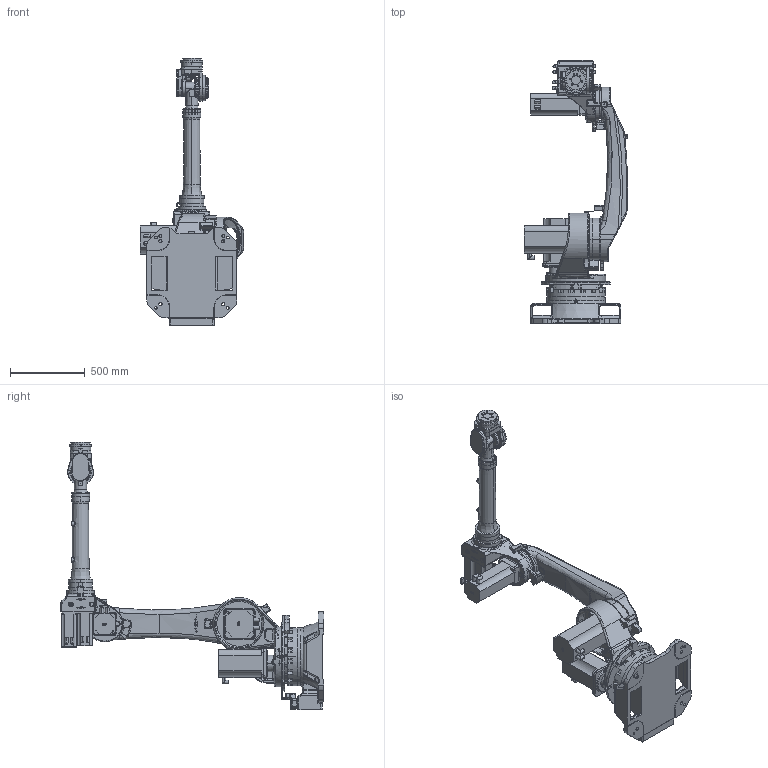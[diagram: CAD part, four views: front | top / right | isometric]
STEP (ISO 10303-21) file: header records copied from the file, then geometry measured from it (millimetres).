
FILE_DESCRIPTION (( 'STEP AP203' ), '1' );
FILE_NAME ('LR50-R2140 杅耀祥湍LOGO.STEP', '2021-06-23T07:21:59', ( '' ), ( '' ), 'SwSTEP 2.0', 'SolidWorks 2017', '' );
FILE_SCHEMA (( 'CONFIG_CONTROL_DESIGN' ));
Length unit declared in the file: millimetre
Products named in the file (27): 复件 内六角圆柱头螺钉M5×35-12.9级-2^复件 手腕_LR50-R2140; 复件 内六角圆柱头螺钉M5×35-12.9级-3^复件 手腕_LR50-R2140; 复件 内六角圆柱头螺钉M5×35-12.9级-7^复件 手腕_LR50-R2140; 葩璃 Group1^LR50-R2140; 复件 内六角圆柱头螺钉M5×35-12.9级-1^复件 手腕_LR50-R2140; 葩璃 Group2^葩璃 忒勂_LR50-R2140; LR50-R2140 杅耀祥湍LOGO; 葩璃 Group1^葩璃 忒勂_LR50-R2140; 复件 内六角圆柱头螺钉M5×35-12.9级-15^复件 手腕_LR50-R2140; 复件 内六角圆柱头螺钉M5×35-12.9级-16^复件 手腕_LR50-R2140; 葩璃 Group3^LR50-R2140; 复件 5轴零标2-1^复件 手腕_LR50-R2140; 复件 内六角圆柱头螺钉M5×35-12.9级-5^复件 手腕_LR50-R2140; 葩璃 Group3^葩璃 忒勂_LR50-R2140; 复件 内六角圆柱头螺钉M5×35-12.9级-6^复件 手腕_LR50-R2140; 复件 内六角圆柱头螺钉M5×35-12.9级-10^复件 手腕_LR50-R2140; 复件 内六角圆柱头螺钉M5×35-12.9级-12^复件 手腕_LR50-R2140; 葩璃 Group2^LR50-R2140; 复件 内六角圆柱头螺钉M5×35-12.9级-9^复件 手腕_LR50-R2140; 复件 内六角圆柱头螺钉M5×35-12.9级-13^复件 手腕_LR50-R2140; 葩璃 Group6^LR50-R2140; 葩璃 忒勂^LR50-R2140; 复件 内六角圆柱头螺钉M5×35-12.9级-14^复件 手腕_LR50-R2140; 复件 内六角圆柱头螺钉M5×35-12.9级-4^复件 手腕_LR50-R2140; 复件 6轴零标块-1^复件 手腕_LR50-R2140; 葩璃 Group5^LR50-R2140; 葩璃 Group4^LR50-R2140
Assembly tree (26 placements, depth 3):
  LR50-R2140 杅耀祥湍LOGO
    葩璃 Group1^LR50-R2140
    葩璃 Group2^LR50-R2140
    葩璃 Group3^LR50-R2140
    葩璃 Group4^LR50-R2140
    葩璃 Group5^LR50-R2140
    葩璃 Group6^LR50-R2140
    葩璃 忒勂^LR50-R2140
      葩璃 Group1^葩璃 忒勂_LR50-R2140
      葩璃 Group2^葩璃 忒勂_LR50-R2140
      葩璃 Group3^葩璃 忒勂_LR50-R2140
      复件 内六角圆柱头螺钉M5×35-12.9级-1^复件 手腕_LR50-R2140
      复件 5轴零标2-1^复件 手腕_LR50-R2140
      复件 内六角圆柱头螺钉M5×35-12.9级-15^复件 手腕_LR50-R2140
      复件 内六角圆柱头螺钉M5×35-12.9级-9^复件 手腕_LR50-R2140
      复件 内六角圆柱头螺钉M5×35-12.9级-16^复件 手腕_LR50-R2140
      复件 内六角圆柱头螺钉M5×35-12.9级-3^复件 手腕_LR50-R2140
      复件 内六角圆柱头螺钉M5×35-12.9级-7^复件 手腕_LR50-R2140
      复件 内六角圆柱头螺钉M5×35-12.9级-4^复件 手腕_LR50-R2140
      复件 内六角圆柱头螺钉M5×35-12.9级-10^复件 手腕_LR50-R2140
      复件 内六角圆柱头螺钉M5×35-12.9级-12^复件 手腕_LR50-R2140
      复件 内六角圆柱头螺钉M5×35-12.9级-5^复件 手腕_LR50-R2140
      复件 内六角圆柱头螺钉M5×35-12.9级-13^复件 手腕_LR50-R2140
      复件 内六角圆柱头螺钉M5×35-12.9级-2^复件 手腕_LR50-R2140
      复件 内六角圆柱头螺钉M5×35-12.9级-6^复件 手腕_LR50-R2140
      复件 内六角圆柱头螺钉M5×35-12.9级-14^复件 手腕_LR50-R2140
      复件 6轴零标块-1^复件 手腕_LR50-R2140
Bounding box: 693.5 x 1758 x 1788.5 mm (x, y, z)
Volume: 135343626.5 mm3; surface area: 7406111.4 mm2
Topology: 39 solids, 48 shells, 3923 faces, 9884 edges, 6189 vertices
Faces by surface type: plane 1428, cylinder 1367, bspline 1005, cone 123
Entity records: 185309 total; most frequent: CARTESIAN_POINT 93733, ORIENTED_EDGE 19576, DIRECTION 17183, EDGE_CURVE 9788, AXIS2_PLACEMENT_3D 6375, VERTEX_POINT 6189, LINE 4433, VECTOR 4433
